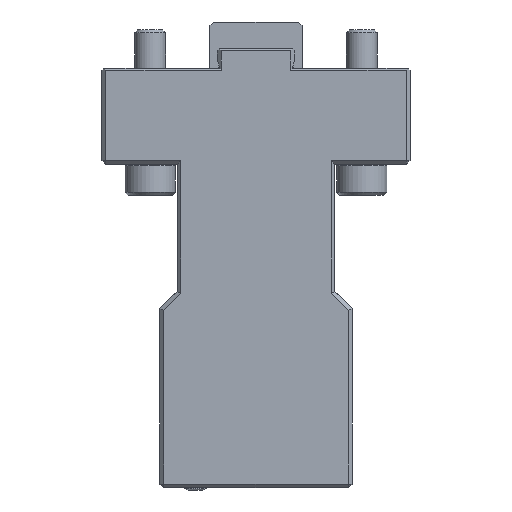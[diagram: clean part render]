
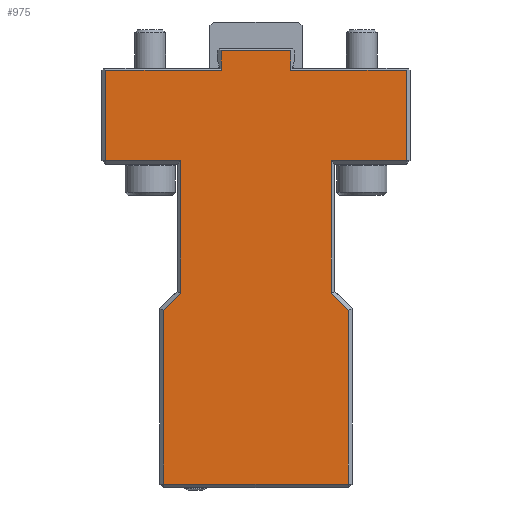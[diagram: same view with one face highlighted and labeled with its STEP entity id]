
A CAD part, left-side view. The second image highlights one B-rep face of the part: STEP entity #975.
In plain terms, the highlighted planar face has unit normal (-1, 0, 0).
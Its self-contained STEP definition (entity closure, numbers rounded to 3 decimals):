
#211=LINE('',#5070,#536);
#212=LINE('',#5072,#537);
#215=LINE('',#5078,#540);
#216=LINE('',#5080,#541);
#217=LINE('',#5082,#542);
#219=LINE('',#5086,#544);
#221=LINE('',#5090,#546);
#227=LINE('',#5102,#552);
#229=LINE('',#5106,#554);
#230=LINE('',#5108,#555);
#232=LINE('',#5112,#557);
#234=LINE('',#5116,#559);
#235=LINE('',#5118,#560);
#238=LINE('',#5124,#563);
#241=LINE('',#5130,#566);
#265=LINE('',#5178,#590);
#536=VECTOR('',#3910,1.);
#537=VECTOR('',#3913,1.);
#540=VECTOR('',#3918,1.);
#541=VECTOR('',#3921,1.);
#542=VECTOR('',#3924,1.);
#544=VECTOR('',#3928,1.);
#546=VECTOR('',#3932,1.);
#552=VECTOR('',#3940,1.);
#554=VECTOR('',#3944,1.);
#555=VECTOR('',#3947,1.);
#557=VECTOR('',#3951,1.);
#559=VECTOR('',#3955,1.);
#560=VECTOR('',#3958,1.);
#563=VECTOR('',#3963,1.);
#566=VECTOR('',#3968,1.);
#590=VECTOR('',#4008,1.);
#975=ADVANCED_FACE('',(#1280),#1126,.T.);
#1126=PLANE('',#3355);
#1280=FACE_OUTER_BOUND('',#1489,.T.);
#1489=EDGE_LOOP('',(#2108,#2109,#2110,#2111,#2112,#2113,#2114,#2115,#2116,
#2117,#2118,#2119,#2120,#2121,#2122,#2123));
#2108=ORIENTED_EDGE('',*,*,#2933,.T.);
#2109=ORIENTED_EDGE('',*,*,#2932,.T.);
#2110=ORIENTED_EDGE('',*,*,#2930,.T.);
#2111=ORIENTED_EDGE('',*,*,#2928,.T.);
#2112=ORIENTED_EDGE('',*,*,#2927,.T.);
#2113=ORIENTED_EDGE('',*,*,#2925,.T.);
#2114=ORIENTED_EDGE('',*,*,#2939,.T.);
#2115=ORIENTED_EDGE('',*,*,#2963,.T.);
#2116=ORIENTED_EDGE('',*,*,#2936,.T.);
#2117=ORIENTED_EDGE('',*,*,#2919,.T.);
#2118=ORIENTED_EDGE('',*,*,#2917,.T.);
#2119=ORIENTED_EDGE('',*,*,#2915,.T.);
#2120=ORIENTED_EDGE('',*,*,#2914,.T.);
#2121=ORIENTED_EDGE('',*,*,#2913,.T.);
#2122=ORIENTED_EDGE('',*,*,#2910,.T.);
#2123=ORIENTED_EDGE('',*,*,#2909,.T.);
#2544=VERTEX_POINT('',#5005);
#2546=VERTEX_POINT('',#5013);
#2560=VERTEX_POINT('',#5067);
#2561=VERTEX_POINT('',#5069);
#2562=VERTEX_POINT('',#5073);
#2563=VERTEX_POINT('',#5077);
#2564=VERTEX_POINT('',#5083);
#2565=VERTEX_POINT('',#5087);
#2566=VERTEX_POINT('',#5091);
#2568=VERTEX_POINT('',#5097);
#2570=VERTEX_POINT('',#5101);
#2571=VERTEX_POINT('',#5105);
#2572=VERTEX_POINT('',#5111);
#2573=VERTEX_POINT('',#5115);
#2574=VERTEX_POINT('',#5121);
#2577=VERTEX_POINT('',#5129);
#2909=EDGE_CURVE('',#2560,#2561,#211,.T.);
#2910=EDGE_CURVE('',#2562,#2560,#212,.T.);
#2913=EDGE_CURVE('',#2563,#2562,#215,.T.);
#2914=EDGE_CURVE('',#2544,#2563,#216,.T.);
#2915=EDGE_CURVE('',#2564,#2544,#217,.T.);
#2917=EDGE_CURVE('',#2565,#2564,#219,.T.);
#2919=EDGE_CURVE('',#2566,#2565,#221,.T.);
#2925=EDGE_CURVE('',#2568,#2570,#227,.T.);
#2927=EDGE_CURVE('',#2571,#2568,#229,.T.);
#2928=EDGE_CURVE('',#2546,#2571,#230,.T.);
#2930=EDGE_CURVE('',#2572,#2546,#232,.T.);
#2932=EDGE_CURVE('',#2573,#2572,#234,.T.);
#2933=EDGE_CURVE('',#2561,#2573,#235,.T.);
#2936=EDGE_CURVE('',#2574,#2566,#238,.T.);
#2939=EDGE_CURVE('',#2570,#2577,#241,.T.);
#2963=EDGE_CURVE('',#2577,#2574,#265,.T.);
#3355=AXIS2_PLACEMENT_3D('',#5179,#4009,#4010);
#3910=DIRECTION('',(0.,1.,0.));
#3913=DIRECTION('',(0.,0.,1.));
#3918=DIRECTION('',(0.,1.,0.));
#3921=DIRECTION('',(0.,0.,1.));
#3924=DIRECTION('',(0.,-1.,0.));
#3928=DIRECTION('',(0.,0.,1.));
#3932=DIRECTION('',(0.,0.707,0.707));
#3940=DIRECTION('',(0.,0.707,-0.707));
#3944=DIRECTION('',(0.,0.,-1.));
#3947=DIRECTION('',(0.,-1.,0.));
#3951=DIRECTION('',(0.,0.,-1.));
#3955=DIRECTION('',(0.,1.,0.));
#3958=DIRECTION('',(0.,0.,-1.));
#3963=DIRECTION('',(0.,0.,1.));
#3968=DIRECTION('',(0.,0.,-1.));
#4008=DIRECTION('',(0.,-1.,0.));
#4009=DIRECTION('',(-1.,0.,0.));
#4010=DIRECTION('',(0.,1.,0.));
#5005=CARTESIAN_POINT('',(-62.,-39.,-24.));
#5013=CARTESIAN_POINT('',(-62.,39.,-24.));
#5067=CARTESIAN_POINT('',(-62.,-9.,4.5));
#5069=CARTESIAN_POINT('',(-62.,9.,4.5));
#5070=CARTESIAN_POINT('',(-62.,9.,4.5));
#5072=CARTESIAN_POINT('',(-62.,-9.,5.));
#5073=CARTESIAN_POINT('',(-62.,-9.,-0.5));
#5077=CARTESIAN_POINT('',(-62.,-39.,-0.5));
#5078=CARTESIAN_POINT('',(-62.,-40.,-0.5));
#5080=CARTESIAN_POINT('',(-62.,-39.,0.));
#5082=CARTESIAN_POINT('',(-62.,-40.,-24.));
#5083=CARTESIAN_POINT('',(-62.,-19.5,-24.));
#5086=CARTESIAN_POINT('',(-62.,-19.5,-25.));
#5087=CARTESIAN_POINT('',(-62.,-19.5,-58.414));
#5090=CARTESIAN_POINT('',(-62.,-0.543,-39.457));
#5091=CARTESIAN_POINT('',(-62.,-24.,-62.914));
#5097=CARTESIAN_POINT('',(-62.,19.5,-58.414));
#5101=CARTESIAN_POINT('',(-62.,24.,-62.914));
#5102=CARTESIAN_POINT('',(-62.,-39.457,0.543));
#5105=CARTESIAN_POINT('',(-62.,19.5,-24.));
#5106=CARTESIAN_POINT('',(-62.,19.5,-58.));
#5108=CARTESIAN_POINT('',(-62.,20.5,-24.));
#5111=CARTESIAN_POINT('',(-62.,39.,-0.5));
#5112=CARTESIAN_POINT('',(-62.,39.,0.));
#5115=CARTESIAN_POINT('',(-62.,9.,-0.5));
#5116=CARTESIAN_POINT('',(-62.,-40.,-0.5));
#5118=CARTESIAN_POINT('',(-62.,9.,2.047));
#5121=CARTESIAN_POINT('',(-62.,-24.,-108.));
#5124=CARTESIAN_POINT('',(-62.,-24.,0.));
#5129=CARTESIAN_POINT('',(-62.,24.,-108.));
#5130=CARTESIAN_POINT('',(-62.,24.,-109.));
#5178=CARTESIAN_POINT('',(-62.,-40.,-108.));
#5179=CARTESIAN_POINT('',(-62.,-11.8,-61.614));
